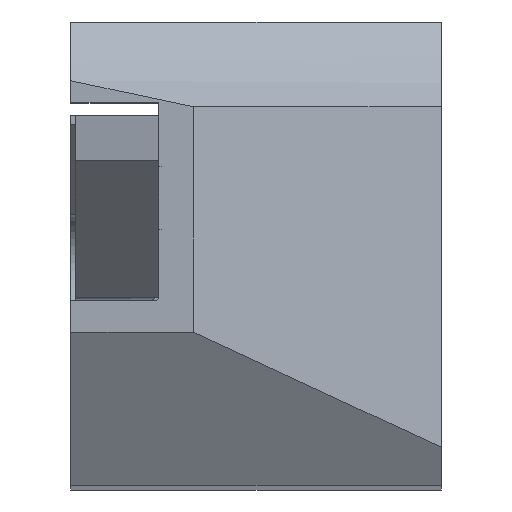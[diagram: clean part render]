
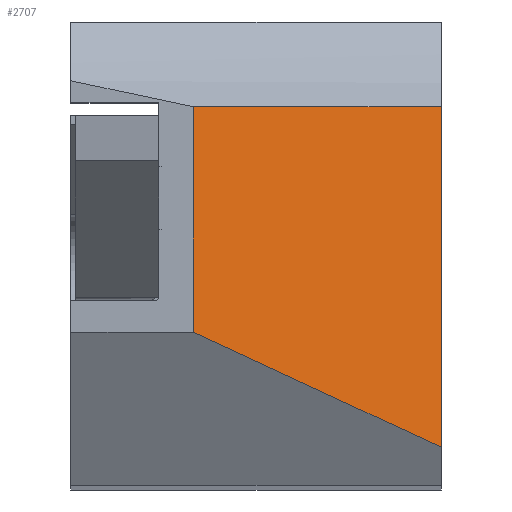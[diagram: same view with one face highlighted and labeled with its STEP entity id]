
A CAD part, top view. The second image highlights one B-rep face of the part: STEP entity #2707.
In plain terms, the highlighted planar face has unit normal (0.259, 0, 0.966).
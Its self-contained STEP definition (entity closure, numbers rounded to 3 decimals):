
#164 = LINE ( 'NONE', #1199, #2539 ) ;
#283 = ORIENTED_EDGE ( 'NONE', *, *, #1604, .T. ) ;
#352 = VECTOR ( 'NONE', #1001, 1000. ) ;
#429 = CARTESIAN_POINT ( 'NONE',  ( -10.7, 16.334, 0. ) ) ;
#467 = VECTOR ( 'NONE', #953, 1000. ) ;
#498 = LINE ( 'NONE', #3315, #352 ) ;
#666 = CARTESIAN_POINT ( 'NONE',  ( -141.869, 67.476, 35.147 ) ) ;
#830 = CARTESIAN_POINT ( 'NONE',  ( -10.7, 6.6, 0. ) ) ;
#953 = DIRECTION ( 'NONE',  ( -0.881, 0.409, 0.236 ) ) ;
#1001 = DIRECTION ( 'NONE',  ( -0.966, 0., 0.259 ) ) ;
#1120 = CARTESIAN_POINT ( 'NONE',  ( -10.7, 174.789, 0. ) ) ;
#1132 = CARTESIAN_POINT ( 'NONE',  ( 0., 1.634, -2.867 ) ) ;
#1154 = FACE_OUTER_BOUND ( 'NONE', #3112, .T. ) ;
#1199 = CARTESIAN_POINT ( 'NONE',  ( 0., 0., -2.867 ) ) ;
#1210 = ORIENTED_EDGE ( 'NONE', *, *, #2340, .F. ) ;
#1227 = LINE ( 'NONE', #666, #467 ) ;
#1256 = VERTEX_POINT ( 'NONE', #1549 ) ;
#1428 = DIRECTION ( 'NONE',  ( 0.259, 0., 0.966 ) ) ;
#1473 = CARTESIAN_POINT ( 'NONE',  ( -10.7, 174.789, 0. ) ) ;
#1533 = EDGE_CURVE ( 'NONE', #3098, #1256, #164, .T. ) ;
#1549 = CARTESIAN_POINT ( 'NONE',  ( 0., 16.334, -2.867 ) ) ;
#1567 = ORIENTED_EDGE ( 'NONE', *, *, #2506, .T. ) ;
#1604 = EDGE_CURVE ( 'NONE', #1256, #2500, #498, .T. ) ;
#1663 = DIRECTION ( 'NONE',  ( -0.966, 0., 0.259 ) ) ;
#2340 = EDGE_CURVE ( 'NONE', #3098, #2668, #1227, .T. ) ;
#2500 = VERTEX_POINT ( 'NONE', #429 ) ;
#2506 = EDGE_CURVE ( 'NONE', #2500, #2668, #2979, .T. ) ;
#2539 = VECTOR ( 'NONE', #3263, 1000. ) ;
#2668 = VERTEX_POINT ( 'NONE', #830 ) ;
#2707 = ADVANCED_FACE ( 'NONE', ( #1154 ), #2926, .T. ) ;
#2749 = VECTOR ( 'NONE', #3220, 1000. ) ;
#2804 = ORIENTED_EDGE ( 'NONE', *, *, #1533, .T. ) ;
#2926 = PLANE ( 'NONE',  #3179 ) ;
#2979 = LINE ( 'NONE', #1473, #2749 ) ;
#3098 = VERTEX_POINT ( 'NONE', #1132 ) ;
#3112 = EDGE_LOOP ( 'NONE', ( #283, #1567, #1210, #2804 ) ) ;
#3179 = AXIS2_PLACEMENT_3D ( 'NONE', #1120, #1428, #1663 ) ;
#3220 = DIRECTION ( 'NONE',  ( 0., -1., 0. ) ) ;
#3263 = DIRECTION ( 'NONE',  ( 0., 1., 0. ) ) ;
#3315 = CARTESIAN_POINT ( 'NONE',  ( 30.533, 16.334, -11.048 ) ) ;
